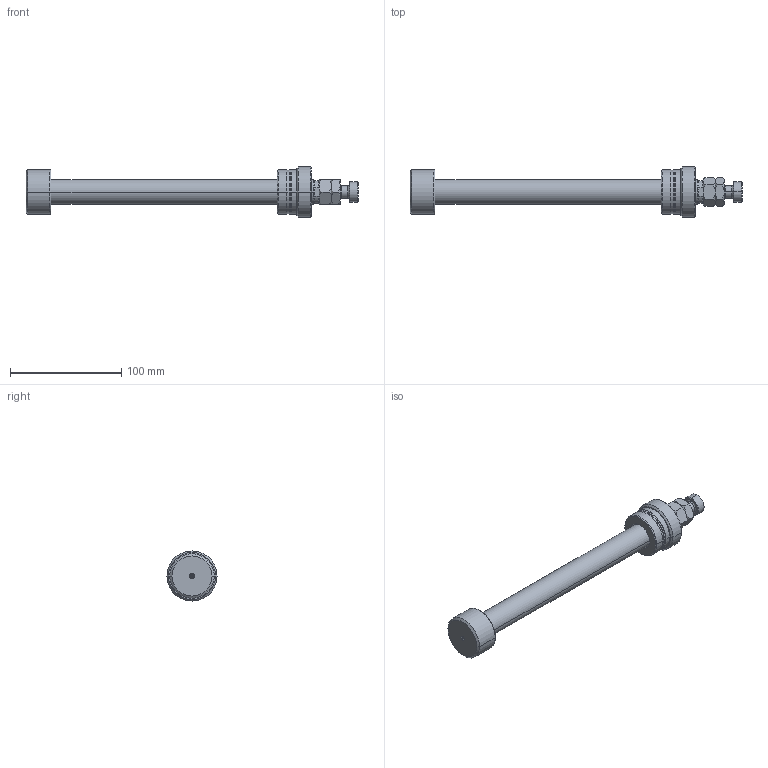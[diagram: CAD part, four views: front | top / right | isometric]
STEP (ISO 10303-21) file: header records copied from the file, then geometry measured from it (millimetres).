
FILE_DESCRIPTION (( 'STEP AP203' ), '1' );
FILE_NAME ('8021.STEP', '2024-01-06T10:52:35', ( '' ), ( '' ), 'SwSTEP 2.0', 'SolidWorks 2019', '' );
FILE_SCHEMA (( 'CONFIG_CONTROL_DESIGN' ));
Length unit declared in the file: millimetre
Products named in the file (4): V400CL_PC_X 9fd5f89595bc8d640a7e027d0a9be407; 8021; V400CL_VC_X 9fd5f89595bc8d640a7e027d0a9be407; MFA 9fd5f89595bc8d640a7e027d0a9be407
Assembly tree (3 placements, depth 2):
  8021
    V400CL_PC_X 9fd5f89595bc8d640a7e027d0a9be407
    V400CL_VC_X 9fd5f89595bc8d640a7e027d0a9be407
    MFA 9fd5f89595bc8d640a7e027d0a9be407
Bounding box: 298 x 45 x 45 mm (x, y, z)
Volume: 160047.8 mm3; surface area: 33912.8 mm2
Topology: 3 solids, 3 shells, 131 faces, 276 edges, 158 vertices
Faces by surface type: cone 56, plane 35, cylinder 34, torus 6
Entity records: 4094 total; most frequent: CARTESIAN_POINT 919, DIRECTION 620, ORIENTED_EDGE 544, EDGE_CURVE 272, AXIS2_PLACEMENT_3D 267, VERTEX_POINT 158, EDGE_LOOP 144, ADVANCED_FACE 131
